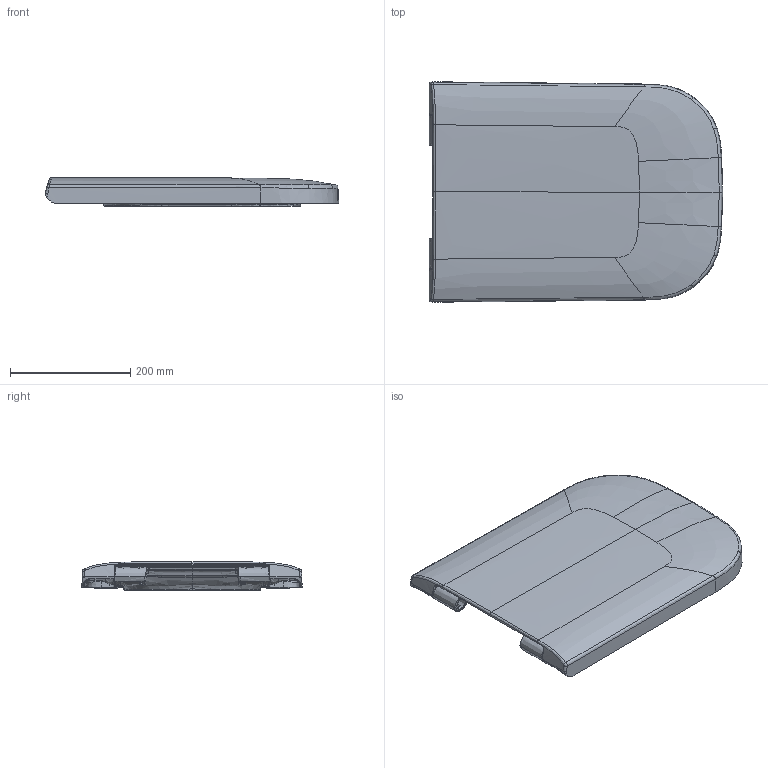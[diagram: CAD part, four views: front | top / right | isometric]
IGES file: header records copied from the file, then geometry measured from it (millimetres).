
Global section: file name: No Iges File Name specified; native system: Autodesk Inventor 2011; preprocessor: AutoDesk Inventor Iges Exporter R2011; author: Administrator; date: 20131017.213830; units: millimetre
Bounding box: 488.49 x 366.88 x 48 mm (x, y, z)
Volume: 1537268.4 mm3; surface area: 665802.8 mm2
Topology: 2 solids, 8 shells, 811 faces, 2006 edges, 1208 vertices
Faces by surface type: bspline 707, plane 91, cylinder 9, sphere 4
